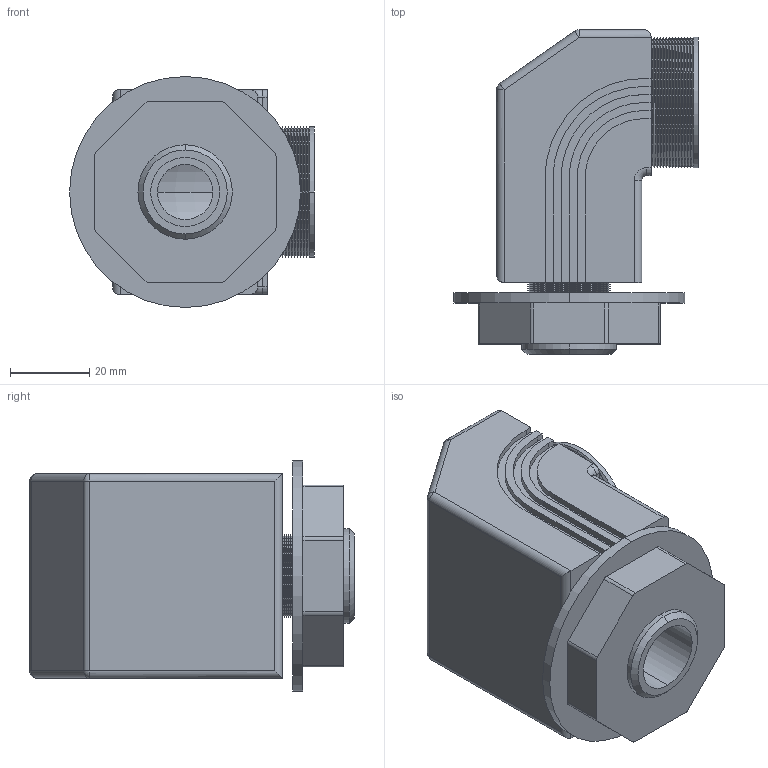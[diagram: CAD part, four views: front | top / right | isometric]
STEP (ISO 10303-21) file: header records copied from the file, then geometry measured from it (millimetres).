
FILE_DESCRIPTION (( 'STEP AP203' ), '1' );
FILE_NAME ('ET29AA-BK.STEP', '2010-05-25T19:30:46', ( 'Owner' ), ( '' ), 'SwSTEP 2.0', 'SolidWorks 2008', '' );
FILE_SCHEMA (( 'CONFIG_CONTROL_DESIGN' ));
Length unit declared in the file: inch
Products named in the file (1): ET29AA-BK
Bounding box: 61.9 x 82.04 x 58.42 mm (x, y, z)
Volume: 104234.5 mm3; surface area: 32106.9 mm2
Topology: 4 solids, 4 shells, 229 faces, 584 edges, 364 vertices
Faces by surface type: cone 106, plane 62, cylinder 53, torus 4, sphere 4
Entity records: 7015 total; most frequent: DIRECTION 1304, CARTESIAN_POINT 1188, ORIENTED_EDGE 1164, EDGE_CURVE 582, AXIS2_PLACEMENT_3D 496, VERTEX_POINT 364, VECTOR 312, LINE 312
